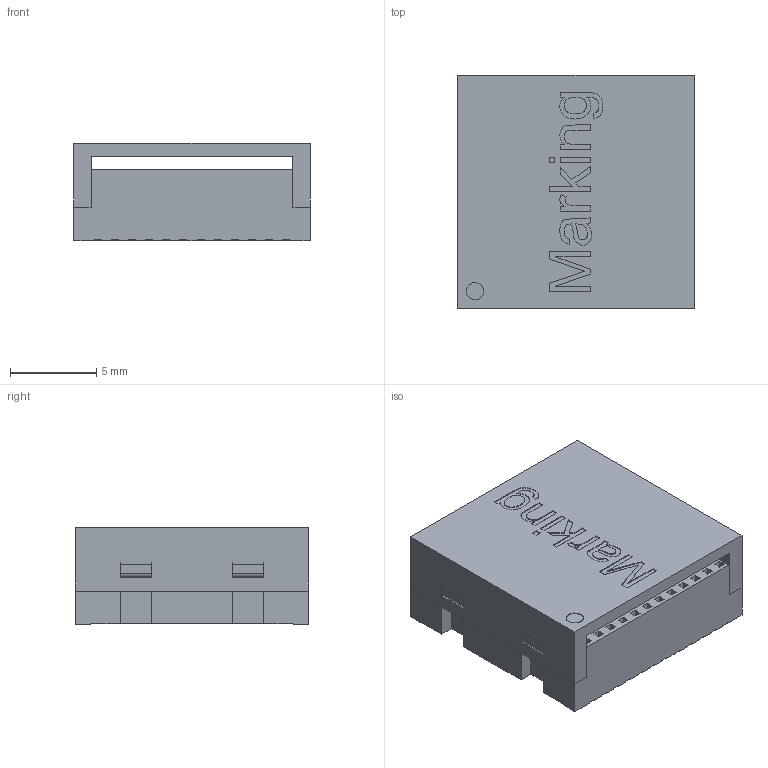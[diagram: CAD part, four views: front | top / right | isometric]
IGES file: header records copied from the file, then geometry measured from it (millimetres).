
Start section: C
Global section: file name: 749053013.igs; native system: By Siemens PLM Incorporated; preprocessor: XPlus GENERIC/IGES 17.0.49; author: Author; organization: Title; date: 20151119.162930; units: millimetre
Bounding box: 13.7 x 13.5 x 5.65 mm (x, y, z)
Volume: 482.8 mm3; surface area: 1486 mm2
Topology: 2 solids, 2 shells, 331 faces, 1020 edges, 678 vertices
Faces by surface type: bspline 331
